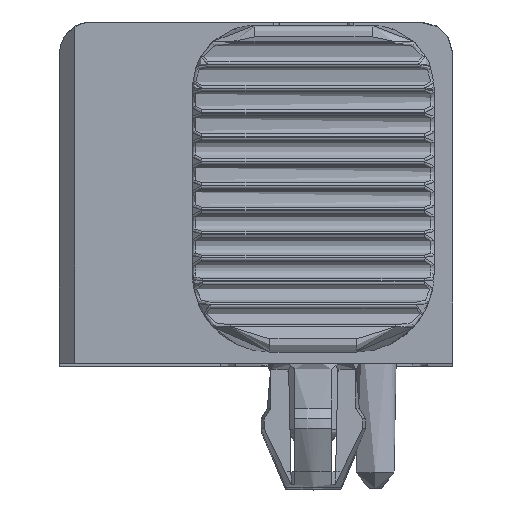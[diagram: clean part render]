
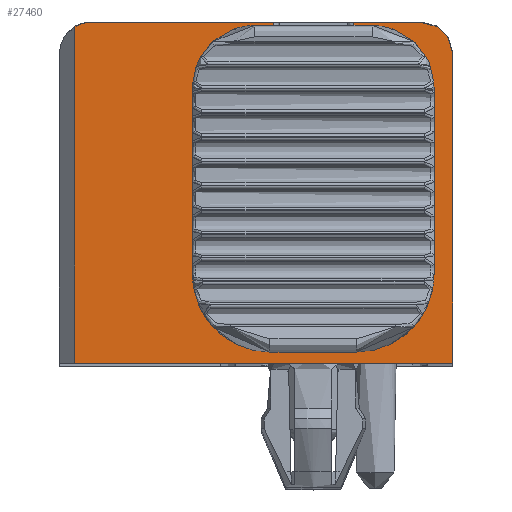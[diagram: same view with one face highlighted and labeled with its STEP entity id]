
A CAD part, top view. The second image highlights one B-rep face of the part: STEP entity #27460.
In plain terms, the highlighted planar face has unit normal (0, 0, 1).
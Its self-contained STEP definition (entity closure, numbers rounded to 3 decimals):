
#2604=FACE_OUTER_BOUND('',#4095,.T.);
#4095=EDGE_LOOP('',(#24471,#24472,#24473,#24474,#24475,#24476,#24477,#24478,
#24479,#24480,#24481,#24482,#24483,#24484,#24485,#24486,#24487,#24488,#24489,
#24490,#24491,#24492,#24493,#24494));
#4363=CIRCLE('',#27753,2.);
#4533=CIRCLE('',#28003,2.);
#5223=CIRCLE('',#29474,1.);
#5243=CIRCLE('',#29526,1.);
#5615=LINE('',#38010,#8080);
#5622=LINE('',#38025,#8087);
#5638=LINE('',#38059,#8103);
#5648=LINE('',#38113,#8113);
#5650=LINE('',#38121,#8115);
#5797=LINE('',#38608,#8262);
#5892=LINE('',#49926,#8357);
#5895=LINE('',#49932,#8360);
#5896=LINE('',#49936,#8361);
#6253=LINE('',#51253,#8718);
#6259=LINE('',#51270,#8724);
#6262=LINE('',#51278,#8727);
#6263=LINE('',#51280,#8728);
#6269=LINE('',#51291,#8734);
#7049=LINE('',#66996,#9514);
#7283=LINE('',#67933,#9748);
#7338=LINE('',#68187,#9803);
#7349=LINE('',#68354,#9814);
#7787=LINE('',#70946,#10252);
#7788=LINE('',#70947,#10253);
#8080=VECTOR('',#30415,10.);
#8087=VECTOR('',#30424,10.);
#8103=VECTOR('',#30446,10.);
#8113=VECTOR('',#30492,10.);
#8115=VECTOR('',#30498,10.);
#8262=VECTOR('',#30737,10.);
#8357=VECTOR('',#31220,10.);
#8360=VECTOR('',#31223,10.);
#8361=VECTOR('',#31228,10.);
#8718=VECTOR('',#32123,1000.);
#8724=VECTOR('',#32137,1000.);
#8727=VECTOR('',#32144,1000.);
#8728=VECTOR('',#32147,1000.);
#8734=VECTOR('',#32161,1000.);
#9514=VECTOR('',#34625,1000.);
#9748=VECTOR('',#35441,1000.);
#9803=VECTOR('',#35636,1000.);
#9814=VECTOR('',#35715,1000.);
#10252=VECTOR('',#37089,1000.);
#10253=VECTOR('',#37090,1000.);
#10599=VERTEX_POINT('',#38007);
#10600=VERTEX_POINT('',#38009);
#10606=VERTEX_POINT('',#38023);
#10607=VERTEX_POINT('',#38024);
#10621=VERTEX_POINT('',#38057);
#10622=VERTEX_POINT('',#38058);
#10647=VERTEX_POINT('',#38110);
#10648=VERTEX_POINT('',#38112);
#10651=VERTEX_POINT('',#38118);
#10652=VERTEX_POINT('',#38120);
#11048=VERTEX_POINT('',#49924);
#11050=VERTEX_POINT('',#49929);
#11051=VERTEX_POINT('',#49931);
#11052=VERTEX_POINT('',#49935);
#11298=VERTEX_POINT('',#51252);
#11305=VERTEX_POINT('',#51268);
#11308=VERTEX_POINT('',#51276);
#11309=VERTEX_POINT('',#51290);
#12308=VERTEX_POINT('',#66995);
#12530=VERTEX_POINT('',#67930);
#12531=VERTEX_POINT('',#67932);
#12579=VERTEX_POINT('',#68183);
#12611=VERTEX_POINT('',#68429);
#13079=VERTEX_POINT('',#70945);
#13293=EDGE_CURVE('',#10600,#10599,#5615,.T.);
#13300=EDGE_CURVE('',#10606,#10607,#5622,.T.);
#13316=EDGE_CURVE('',#10621,#10622,#5638,.T.);
#13343=EDGE_CURVE('',#10648,#10647,#5648,.T.);
#13347=EDGE_CURVE('',#10652,#10651,#5650,.T.);
#13354=EDGE_CURVE('',#10651,#10621,#4363,.T.);
#13527=EDGE_CURVE('',#10607,#10600,#5797,.T.);
#13881=EDGE_CURVE('',#10622,#11048,#5892,.T.);
#13884=EDGE_CURVE('',#11051,#11050,#5895,.T.);
#13886=EDGE_CURVE('',#11050,#11052,#5896,.T.);
#13899=EDGE_CURVE('',#11052,#10648,#4533,.T.);
#14328=EDGE_CURVE('',#11298,#10606,#6253,.T.);
#14338=EDGE_CURVE('',#10599,#11305,#6259,.T.);
#14342=EDGE_CURVE('',#11308,#10647,#6262,.F.);
#14343=EDGE_CURVE('',#11051,#11305,#6263,.F.);
#14349=EDGE_CURVE('',#10652,#11309,#6269,.F.);
#15804=EDGE_CURVE('',#12308,#11308,#7049,.F.);
#16197=EDGE_CURVE('',#12530,#12531,#7283,.F.);
#16299=EDGE_CURVE('',#12579,#12530,#5223,.T.);
#16300=EDGE_CURVE('',#11309,#12579,#7338,.F.);
#16347=EDGE_CURVE('',#11298,#11048,#7349,.F.);
#16369=EDGE_CURVE('',#12611,#12308,#5243,.T.);
#17085=EDGE_CURVE('',#12611,#13079,#7787,.T.);
#17086=EDGE_CURVE('',#12531,#13079,#7788,.T.);
#24471=ORIENTED_EDGE('',*,*,#13293,.T.);
#24472=ORIENTED_EDGE('',*,*,#14338,.T.);
#24473=ORIENTED_EDGE('',*,*,#14343,.F.);
#24474=ORIENTED_EDGE('',*,*,#13884,.T.);
#24475=ORIENTED_EDGE('',*,*,#13886,.T.);
#24476=ORIENTED_EDGE('',*,*,#13899,.T.);
#24477=ORIENTED_EDGE('',*,*,#13343,.T.);
#24478=ORIENTED_EDGE('',*,*,#14342,.F.);
#24479=ORIENTED_EDGE('',*,*,#15804,.F.);
#24480=ORIENTED_EDGE('',*,*,#16369,.F.);
#24481=ORIENTED_EDGE('',*,*,#17085,.T.);
#24482=ORIENTED_EDGE('',*,*,#17086,.F.);
#24483=ORIENTED_EDGE('',*,*,#16197,.F.);
#24484=ORIENTED_EDGE('',*,*,#16299,.F.);
#24485=ORIENTED_EDGE('',*,*,#16300,.F.);
#24486=ORIENTED_EDGE('',*,*,#14349,.F.);
#24487=ORIENTED_EDGE('',*,*,#13347,.T.);
#24488=ORIENTED_EDGE('',*,*,#13354,.T.);
#24489=ORIENTED_EDGE('',*,*,#13316,.T.);
#24490=ORIENTED_EDGE('',*,*,#13881,.T.);
#24491=ORIENTED_EDGE('',*,*,#16347,.F.);
#24492=ORIENTED_EDGE('',*,*,#14328,.T.);
#24493=ORIENTED_EDGE('',*,*,#13300,.T.);
#24494=ORIENTED_EDGE('',*,*,#13527,.T.);
#26015=PLANE('',#29977);
#27460=ADVANCED_FACE('',(#2604),#26015,.T.);
#27753=AXIS2_PLACEMENT_3D('',#38134,#30508,#30509);
#28003=AXIS2_PLACEMENT_3D('',#49952,#31253,#31254);
#29474=AXIS2_PLACEMENT_3D('',#68185,#35632,#35633);
#29526=AXIS2_PLACEMENT_3D('',#68431,#35759,#35760);
#29977=AXIS2_PLACEMENT_3D('',#70944,#37087,#37088);
#30415=DIRECTION('',(0.,1.,0.));
#30424=DIRECTION('',(0.,-1.,0.));
#30446=DIRECTION('',(0.,-1.,0.));
#30492=DIRECTION('',(1.,0.,0.));
#30498=DIRECTION('',(1.,0.,0.));
#30508=DIRECTION('center_axis',(0.,0.,
-1.));
#30509=DIRECTION('ref_axis',(0.,-1.,0.));
#30737=DIRECTION('',(-1.,0.,0.));
#31220=DIRECTION('',(-1.,0.,0.));
#31223=DIRECTION('',(-1.,0.,0.));
#31228=DIRECTION('',(0.,1.,0.));
#31253=DIRECTION('center_axis',(0.,0.,
-1.));
#31254=DIRECTION('ref_axis',(0.,-1.,0.));
#32123=DIRECTION('',(-1.,0.,0.));
#32137=DIRECTION('',(-1.,0.,0.));
#32144=DIRECTION('',(0.,1.,0.));
#32147=DIRECTION('',(0.,1.,0.));
#32161=DIRECTION('',(0.,-1.,0.));
#34625=DIRECTION('',(-1.,0.,0.));
#35441=DIRECTION('',(0.,1.,0.));
#35632=DIRECTION('center_axis',(0.,0.,
-1.));
#35633=DIRECTION('ref_axis',(0.,-1.,0.));
#35636=DIRECTION('',(-1.,0.,0.));
#35715=DIRECTION('',(0.,-1.,0.));
#35759=DIRECTION('center_axis',(0.,0.,
-1.));
#35760=DIRECTION('ref_axis',(0.,-1.,0.));
#37087=DIRECTION('center_axis',(0.,0.,
1.));
#37088=DIRECTION('ref_axis',(0.,-1.,0.));
#37089=DIRECTION('',(0.,-1.,0.));
#37090=DIRECTION('',(-1.,0.,0.));
#38007=CARTESIAN_POINT('',(6.051,-24.521,-249.532));
#38009=CARTESIAN_POINT('',(6.051,-24.521,-249.532));
#38010=CARTESIAN_POINT('',(6.051,-23.433,-249.532));
#38023=CARTESIAN_POINT('',(8.051,-24.521,-249.532));
#38024=CARTESIAN_POINT('',(8.051,-24.521,-249.532));
#38025=CARTESIAN_POINT('',(8.051,-23.433,-249.532));
#38057=CARTESIAN_POINT('',(10.951,-16.617,-249.532));
#38058=CARTESIAN_POINT('',(10.951,-17.617,-249.532));
#38059=CARTESIAN_POINT('',(10.951,-21.295,-249.532));
#38110=CARTESIAN_POINT('',(5.751,-14.748,-249.532));
#38112=CARTESIAN_POINT('',(4.438,-14.748,-249.532));
#38113=CARTESIAN_POINT('',(8.231,-14.748,-249.532));
#38118=CARTESIAN_POINT('',(9.664,-14.748,-249.532));
#38120=CARTESIAN_POINT('',(8.351,-14.748,-249.532));
#38121=CARTESIAN_POINT('',(8.231,-14.748,-249.532));
#38134=CARTESIAN_POINT('Origin',(8.951,-16.617,-249.532));
#38608=CARTESIAN_POINT('',(7.451,-24.521,-249.532));
#49924=CARTESIAN_POINT('',(8.351,-17.617,-249.532));
#49926=CARTESIAN_POINT('',(8.231,-17.617,-249.532));
#49929=CARTESIAN_POINT('',(3.151,-17.617,-249.532));
#49931=CARTESIAN_POINT('',(5.751,-17.617,-249.532));
#49932=CARTESIAN_POINT('',(8.231,-17.617,-249.532));
#49935=CARTESIAN_POINT('',(3.151,-16.617,-249.532));
#49936=CARTESIAN_POINT('',(3.151,-21.295,-249.532));
#49952=CARTESIAN_POINT('Origin',(5.151,-16.617,-249.532));
#51252=CARTESIAN_POINT('',(8.351,-24.521,-249.532));
#51253=CARTESIAN_POINT('',(6.951,-24.521,-249.532));
#51268=CARTESIAN_POINT('',(5.751,-24.521,-249.532));
#51270=CARTESIAN_POINT('',(6.951,-24.521,-249.532));
#51276=CARTESIAN_POINT('',(5.751,-14.521,-249.532));
#51278=CARTESIAN_POINT('',(5.751,-24.521,-249.532));
#51280=CARTESIAN_POINT('',(5.751,-24.521,-249.532));
#51290=CARTESIAN_POINT('',(8.351,-14.521,-249.532));
#51291=CARTESIAN_POINT('',(8.351,-14.971,-249.532));
#66995=CARTESIAN_POINT('',(-0.149,-14.521,-249.532));
#66996=CARTESIAN_POINT('',(4.851,-14.521,-249.532));
#67930=CARTESIAN_POINT('',(11.551,-15.521,-249.532));
#67932=CARTESIAN_POINT('',(11.551,-25.521,-249.532));
#67933=CARTESIAN_POINT('',(11.551,-20.826,-249.532));
#68183=CARTESIAN_POINT('',(10.551,-14.521,-249.532));
#68185=CARTESIAN_POINT('Origin',(10.551,-15.521,-249.532));
#68187=CARTESIAN_POINT('',(4.851,-14.521,-249.532));
#68354=CARTESIAN_POINT('',(8.351,-14.971,-249.532));
#68429=CARTESIAN_POINT('',(-0.649,-14.655,-249.532));
#68431=CARTESIAN_POINT('Origin',(-0.149,-15.521,-249.532));
#70944=CARTESIAN_POINT('Origin',(7.851,-22.699,-249.532));
#70945=CARTESIAN_POINT('',(-0.649,-25.521,-249.532));
#70946=CARTESIAN_POINT('',(-0.649,-22.699,-249.532));
#70947=CARTESIAN_POINT('',(7.851,-25.521,-249.532));
